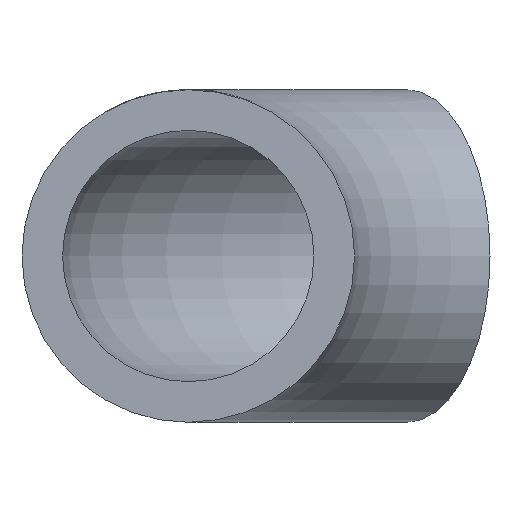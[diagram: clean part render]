
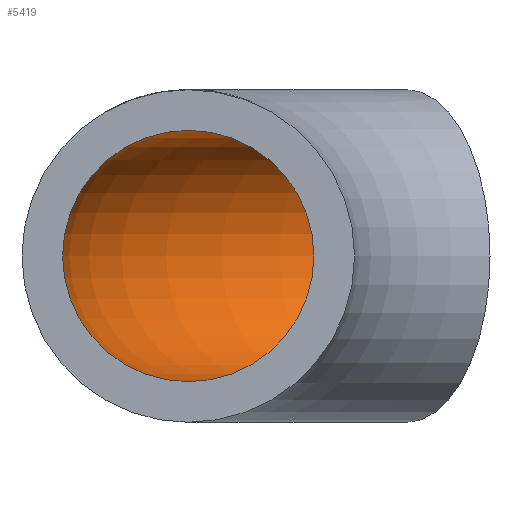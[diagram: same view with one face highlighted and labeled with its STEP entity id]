
A CAD part, front view. The second image highlights one B-rep face of the part: STEP entity #5419.
In plain terms, the highlighted toroidal (fillet/blend) face has major radius 28 mm and minor radius 8.05 mm.
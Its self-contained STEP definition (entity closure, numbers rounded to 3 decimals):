
#188 = DIRECTION ( 'NONE',  ( 0.866, 0.5, 0. ) ) ;
#1044 = CARTESIAN_POINT ( 'NONE',  ( -28., 0., 0. ) ) ;
#1097 = FACE_OUTER_BOUND ( 'NONE', #10481, .T. ) ;
#1576 = CIRCLE ( 'NONE', #8106, 8.05 ) ;
#3000 = AXIS2_PLACEMENT_3D ( 'NONE', #11787, #3093, #9722 ) ;
#3093 = DIRECTION ( 'NONE',  ( 0., 0., -1. ) ) ;
#3097 = VERTEX_POINT ( 'NONE', #9430 ) ;
#3310 = DIRECTION ( 'NONE',  ( -0.5, 0.866, 0. ) ) ;
#3731 = ORIENTED_EDGE ( 'NONE', *, *, #12646, .T. ) ;
#4747 = CIRCLE ( 'NONE', #6328, 8.05 ) ;
#5419 = ADVANCED_FACE ( 'NONE', ( #6455, #1097 ), #12469, .F. ) ;
#5611 = DIRECTION ( 'NONE',  ( 0., 1., 0. ) ) ;
#6328 = AXIS2_PLACEMENT_3D ( 'NONE', #13059, #188, #3310 ) ;
#6455 = FACE_OUTER_BOUND ( 'NONE', #11276, .T. ) ;
#8106 = AXIS2_PLACEMENT_3D ( 'NONE', #1044, #5611, #9947 ) ;
#8368 = VERTEX_POINT ( 'NONE', #13812 ) ;
#9430 = CARTESIAN_POINT ( 'NONE',  ( -28., 0., 8.05 ) ) ;
#9722 = DIRECTION ( 'NONE',  ( -1., 0., 0. ) ) ;
#9947 = DIRECTION ( 'NONE',  ( 0., 0., 1. ) ) ;
#10481 = EDGE_LOOP ( 'NONE', ( #12180 ) ) ;
#11276 = EDGE_LOOP ( 'NONE', ( #3731 ) ) ;
#11787 = CARTESIAN_POINT ( 'NONE',  ( 0., 0., 0. ) ) ;
#12180 = ORIENTED_EDGE ( 'NONE', *, *, #13199, .F. ) ;
#12469 = TOROIDAL_SURFACE ( 'NONE', #3000, 28., 8.05 ) ;
#12646 = EDGE_CURVE ( 'NONE', #8368, #8368, #4747, .T. ) ;
#13059 = CARTESIAN_POINT ( 'NONE',  ( -14., 24.249, 0. ) ) ;
#13199 = EDGE_CURVE ( 'NONE', #3097, #3097, #1576, .T. ) ;
#13812 = CARTESIAN_POINT ( 'NONE',  ( -18.025, 31.22, 0. ) ) ;
